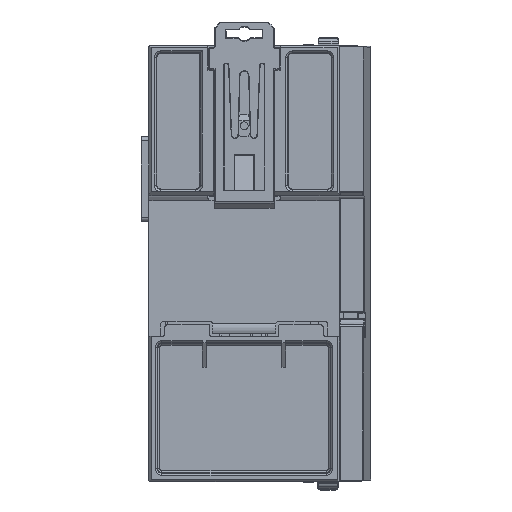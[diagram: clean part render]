
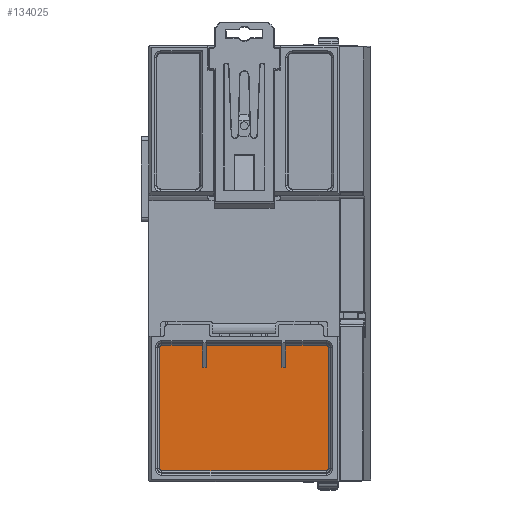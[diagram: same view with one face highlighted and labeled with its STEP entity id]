
A CAD part, front view. The second image highlights one B-rep face of the part: STEP entity #134025.
In plain terms, the highlighted planar face has unit normal (0, -1, 0).
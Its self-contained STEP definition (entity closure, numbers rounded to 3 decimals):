
#25610=DIRECTION('',(0.,0.,1.));
#25611=VECTOR('',#25610,5.504);
#25612=CARTESIAN_POINT('',(9.5,4.,-26.154));
#25613=LINE('',#25612,#25611);
#25614=DIRECTION('',(-1.,0.,0.));
#25615=VECTOR('',#25614,1.);
#25616=CARTESIAN_POINT('',(10.5,4.,-26.154));
#25617=LINE('',#25616,#25615);
#25618=DIRECTION('',(0.,0.,-1.));
#25619=VECTOR('',#25618,5.504);
#25620=CARTESIAN_POINT('',(10.5,4.,-20.65));
#25621=LINE('',#25620,#25619);
#25622=CARTESIAN_POINT('',(20.75,4.,-21.15));
#25623=DIRECTION('',(0.,-1.,0.));
#25624=DIRECTION('',(1.,0.,0.));
#25625=AXIS2_PLACEMENT_3D('',#25622,#25623,#25624);
#25627=CARTESIAN_POINT('',(20.75,4.,-51.75));
#25628=DIRECTION('',(0.,-1.,0.));
#25629=DIRECTION('',(0.,0.,-1.));
#25630=AXIS2_PLACEMENT_3D('',#25627,#25628,#25629);
#25632=CARTESIAN_POINT('',(-20.75,4.,-51.75));
#25633=DIRECTION('',(0.,-1.,0.));
#25634=DIRECTION('',(-1.,0.,0.));
#25635=AXIS2_PLACEMENT_3D('',#25632,#25633,#25634);
#25637=CARTESIAN_POINT('',(-20.75,4.,-21.15));
#25638=DIRECTION('',(0.,-1.,0.));
#25639=DIRECTION('',(0.,0.,1.));
#25640=AXIS2_PLACEMENT_3D('',#25637,#25638,#25639);
#25642=DIRECTION('',(0.,0.,1.));
#25643=VECTOR('',#25642,5.504);
#25644=CARTESIAN_POINT('',(-10.5,4.,-26.154));
#25645=LINE('',#25644,#25643);
#25646=DIRECTION('',(-1.,0.,0.));
#25647=VECTOR('',#25646,1.);
#25648=CARTESIAN_POINT('',(-9.5,4.,-26.154));
#25649=LINE('',#25648,#25647);
#25650=DIRECTION('',(0.,0.,-1.));
#25651=VECTOR('',#25650,5.504);
#25652=CARTESIAN_POINT('',(-9.5,4.,-20.65));
#25653=LINE('',#25652,#25651);
#25654=DIRECTION('',(1.,0.,0.));
#25655=VECTOR('',#25654,19.);
#25656=CARTESIAN_POINT('',(-9.5,4.,-20.65));
#25657=LINE('',#25656,#25655);
#25666=DIRECTION('',(1.,0.,0.));
#25667=VECTOR('',#25666,10.25);
#25668=CARTESIAN_POINT('',(10.5,4.,-20.65));
#25669=LINE('',#25668,#25667);
#25726=DIRECTION('',(0.,0.,1.));
#25727=VECTOR('',#25726,30.6);
#25728=CARTESIAN_POINT('',(-21.25,4.,
-51.75));
#25729=LINE('',#25728,#25727);
#25747=DIRECTION('',(-1.,0.,0.));
#25748=VECTOR('',#25747,41.5);
#25749=CARTESIAN_POINT('',(20.75,4.,-52.25));
#25750=LINE('',#25749,#25748);
#25768=DIRECTION('',(0.,0.,-1.));
#25769=VECTOR('',#25768,30.6);
#25770=CARTESIAN_POINT('',(21.25,4.,
-21.15));
#25771=LINE('',#25770,#25769);
#25784=DIRECTION('',(1.,0.,0.));
#25785=VECTOR('',#25784,10.25);
#25786=CARTESIAN_POINT('',(-20.75,4.,
-20.65));
#25787=LINE('',#25786,#25785);
#75541=CARTESIAN_POINT('',(-10.5,4.,-20.65));
#75542=VERTEX_POINT('',#75541);
#75543=CARTESIAN_POINT('',(-10.5,4.,-26.154));
#75544=VERTEX_POINT('',#75543);
#75545=CARTESIAN_POINT('',(-9.5,4.,-26.154));
#75546=VERTEX_POINT('',#75545);
#75547=CARTESIAN_POINT('',(-9.5,4.,-20.65));
#75548=VERTEX_POINT('',#75547);
#75549=CARTESIAN_POINT('',(9.5,4.,-20.65));
#75550=VERTEX_POINT('',#75549);
#75551=CARTESIAN_POINT('',(9.5,4.,-26.154));
#75552=VERTEX_POINT('',#75551);
#75553=CARTESIAN_POINT('',(10.5,4.,-26.154));
#75554=VERTEX_POINT('',#75553);
#75555=CARTESIAN_POINT('',(10.5,4.,-20.65));
#75556=VERTEX_POINT('',#75555);
#75571=CARTESIAN_POINT('',(-20.75,4.,-20.65));
#75572=CARTESIAN_POINT('',(-21.25,4.,-21.15));
#75573=VERTEX_POINT('',#75571);
#75574=VERTEX_POINT('',#75572);
#75575=CARTESIAN_POINT('',(20.75,4.,
-20.65));
#75576=VERTEX_POINT('',#75575);
#75577=CARTESIAN_POINT('',(21.25,4.,-21.15));
#75578=VERTEX_POINT('',#75577);
#75579=CARTESIAN_POINT('',(21.25,4.,
-51.75));
#75580=VERTEX_POINT('',#75579);
#75581=CARTESIAN_POINT('',(20.75,4.,-52.25));
#75582=VERTEX_POINT('',#75581);
#75583=CARTESIAN_POINT('',(-20.75,4.,-52.25));
#75584=VERTEX_POINT('',#75583);
#75585=CARTESIAN_POINT('',(-21.25,4.,-51.75));
#75586=VERTEX_POINT('',#75585);
#133993=CARTESIAN_POINT('',(0.,4.,-36.45));
#133994=DIRECTION('',(0.,1.,0.));
#133995=DIRECTION('',(-1.,0.,0.));
#133996=AXIS2_PLACEMENT_3D('',#133993,#133994,#133995);
#133997=PLANE('',#133996);
#133999=ORIENTED_EDGE('',*,*,#133998,.T.);
#134000=ORIENTED_EDGE('',*,*,#133723,.F.);
#134001=ORIENTED_EDGE('',*,*,#133745,.F.);
#134002=ORIENTED_EDGE('',*,*,#133771,.F.);
#134004=ORIENTED_EDGE('',*,*,#134003,.T.);
#134006=ORIENTED_EDGE('',*,*,#134005,.F.);
#134008=ORIENTED_EDGE('',*,*,#134007,.T.);
#134010=ORIENTED_EDGE('',*,*,#134009,.F.);
#134012=ORIENTED_EDGE('',*,*,#134011,.T.);
#134014=ORIENTED_EDGE('',*,*,#134013,.F.);
#134016=ORIENTED_EDGE('',*,*,#134015,.T.);
#134017=ORIENTED_EDGE('',*,*,#133976,.F.);
#134019=ORIENTED_EDGE('',*,*,#134018,.T.);
#134020=ORIENTED_EDGE('',*,*,#133611,.F.);
#134021=ORIENTED_EDGE('',*,*,#133632,.F.);
#134022=ORIENTED_EDGE('',*,*,#133659,.F.);
#134023=EDGE_LOOP('',(#133999,#134000,#134001,#134002,#134004,#134006,#134008,
#134010,#134012,#134014,#134016,#134017,#134019,#134020,#134021,#134022));
#134024=FACE_OUTER_BOUND('',#134023,.F.);
#134025=ADVANCED_FACE('',(#134024),#133997,.F.);
#25626=CIRCLE('',#25625,0.5);
#25631=CIRCLE('',#25630,0.5);
#25636=CIRCLE('',#25635,0.5);
#25641=CIRCLE('',#25640,0.5);
#133611=EDGE_CURVE('',#75544,#75542,#25645,.T.);
#133632=EDGE_CURVE('',#75546,#75544,#25649,.T.);
#133659=EDGE_CURVE('',#75548,#75546,#25653,.T.);
#133723=EDGE_CURVE('',#75552,#75550,#25613,.T.);
#133745=EDGE_CURVE('',#75554,#75552,#25617,.T.);
#133771=EDGE_CURVE('',#75556,#75554,#25621,.T.);
#133976=EDGE_CURVE('',#75573,#75574,#25641,.T.);
#133998=EDGE_CURVE('',#75548,#75550,#25657,.T.);
#134003=EDGE_CURVE('',#75556,#75576,#25669,.T.);
#134005=EDGE_CURVE('',#75578,#75576,#25626,.T.);
#134007=EDGE_CURVE('',#75578,#75580,#25771,.T.);
#134009=EDGE_CURVE('',#75582,#75580,#25631,.T.);
#134011=EDGE_CURVE('',#75582,#75584,#25750,.T.);
#134013=EDGE_CURVE('',#75586,#75584,#25636,.T.);
#134015=EDGE_CURVE('',#75586,#75574,#25729,.T.);
#134018=EDGE_CURVE('',#75573,#75542,#25787,.T.);
